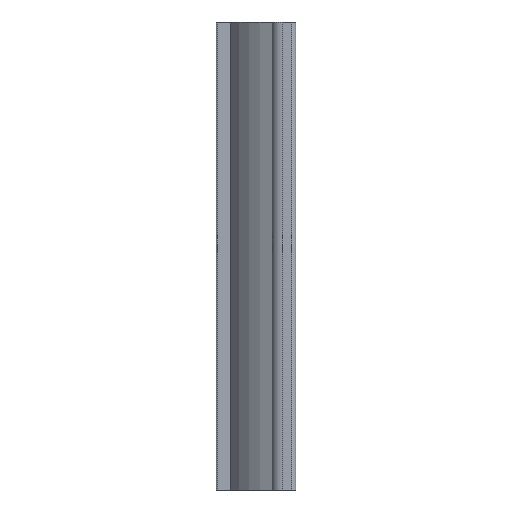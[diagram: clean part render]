
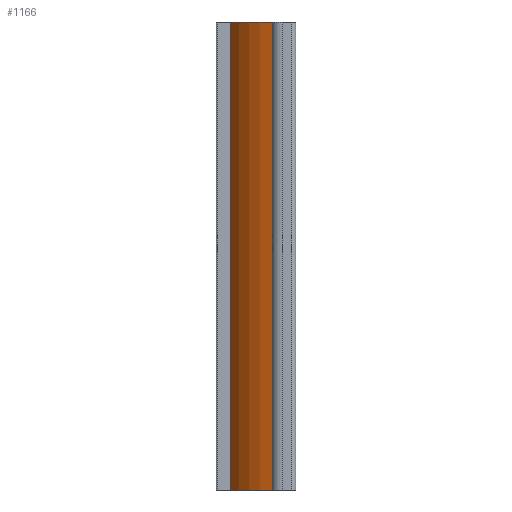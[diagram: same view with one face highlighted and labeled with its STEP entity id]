
A CAD part, left-side view. The second image highlights one B-rep face of the part: STEP entity #1166.
In plain terms, the highlighted cylindrical face has radius 17.77 mm (diameter 35.541 mm), a partial arc.
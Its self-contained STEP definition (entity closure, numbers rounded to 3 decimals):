
#42=CIRCLE('',#1226,17.77);
#53=CIRCLE('',#1262,17.77);
#74=CYLINDRICAL_SURFACE('',#1261,17.77);
#121=FACE_OUTER_BOUND('',#182,.T.);
#182=EDGE_LOOP('',(#956,#957,#958,#959));
#303=LINE('',#1891,#432);
#304=LINE('',#1895,#433);
#432=VECTOR('',#1536,100.);
#433=VECTOR('',#1541,100.);
#515=VERTEX_POINT('',#1757);
#516=VERTEX_POINT('',#1759);
#557=VERTEX_POINT('',#1889);
#558=VERTEX_POINT('',#1893);
#643=EDGE_CURVE('',#515,#516,#42,.T.);
#709=EDGE_CURVE('',#515,#557,#303,.T.);
#710=EDGE_CURVE('',#558,#557,#53,.T.);
#711=EDGE_CURVE('',#516,#558,#304,.T.);
#956=ORIENTED_EDGE('',*,*,#709,.T.);
#957=ORIENTED_EDGE('',*,*,#710,.F.);
#958=ORIENTED_EDGE('',*,*,#711,.F.);
#959=ORIENTED_EDGE('',*,*,#643,.F.);
#1166=ADVANCED_FACE('',(#121),#74,.T.);
#1226=AXIS2_PLACEMENT_3D('',#1760,#1411,#1412);
#1261=AXIS2_PLACEMENT_3D('',#1892,#1537,#1538);
#1262=AXIS2_PLACEMENT_3D('',#1894,#1539,#1540);
#1411=DIRECTION('center_axis',(0.,0.,-1.));
#1412=DIRECTION('ref_axis',(-0.538,0.843,0.));
#1536=DIRECTION('',(0.,0.,1.));
#1537=DIRECTION('center_axis',(0.,0.,1.));
#1538=DIRECTION('ref_axis',(-0.538,0.843,0.));
#1539=DIRECTION('center_axis',(0.,0.,1.));
#1540=DIRECTION('ref_axis',(-0.538,0.843,0.));
#1541=DIRECTION('',(0.,0.,1.));
#1757=CARTESIAN_POINT('',(-12.3,-4.25,-50.));
#1759=CARTESIAN_POINT('',(-5.158,4.671,-50.));
#1760=CARTESIAN_POINT('Origin',(4.407,-10.305,-50.));
#1889=CARTESIAN_POINT('',(-12.3,-4.25,50.));
#1891=CARTESIAN_POINT('',(-12.3,-4.25,0.));
#1892=CARTESIAN_POINT('Origin',(4.407,-10.305,0.));
#1893=CARTESIAN_POINT('',(-5.158,4.671,50.));
#1894=CARTESIAN_POINT('Origin',(4.407,-10.305,50.));
#1895=CARTESIAN_POINT('',(-5.158,4.671,0.));
